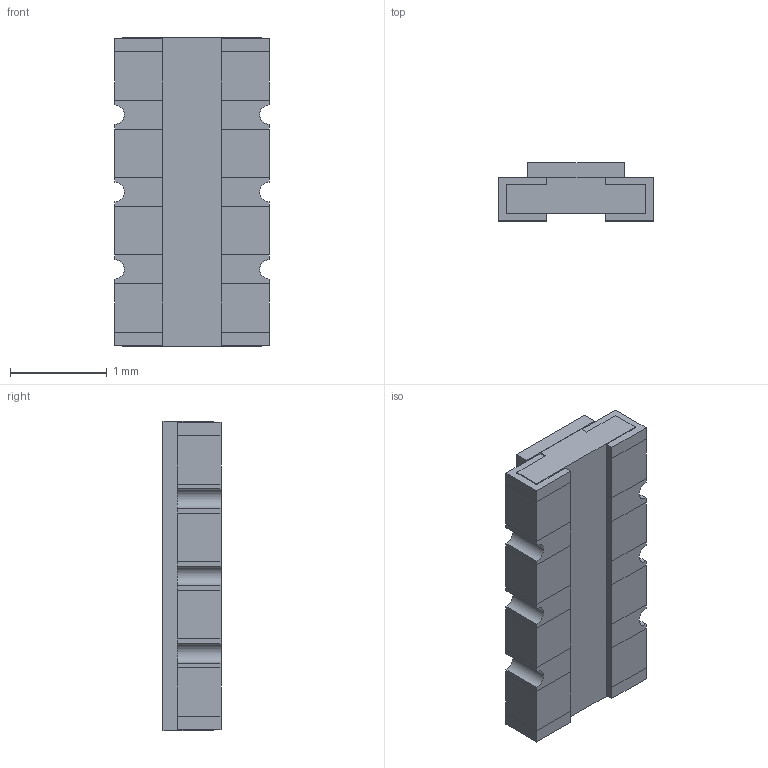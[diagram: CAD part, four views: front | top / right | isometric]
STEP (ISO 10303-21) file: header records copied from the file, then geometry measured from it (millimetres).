
FILE_DESCRIPTION (( 'STEP AP214' ), '1' );
FILE_NAME ('2-1622819-4.STEP', '2023-01-04T19:07:52', ( '' ), ( '' ), 'SwSTEP 2.0', 'SolidWorks 2021', '' );
FILE_SCHEMA (( 'AUTOMOTIVE_DESIGN' ));
Length unit declared in the file: millimetre
Products named in the file (1): 2-1622819-4
Bounding box: 1.6 x 0.6 x 3.2 mm (x, y, z)
Volume: 2.6 mm3; surface area: 35.7 mm2
Topology: 10 solids, 10 shells, 204 faces, 552 edges, 368 vertices
Faces by surface type: plane 198, cylinder 6
Entity records: 6403 total; most frequent: CARTESIAN_POINT 1125, ORIENTED_EDGE 1104, DIRECTION 974, EDGE_CURVE 552, LINE 540, VECTOR 540, VERTEX_POINT 368, AXIS2_PLACEMENT_3D 217
